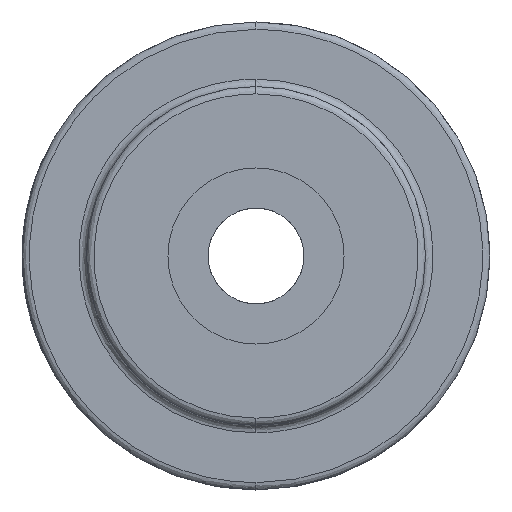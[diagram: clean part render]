
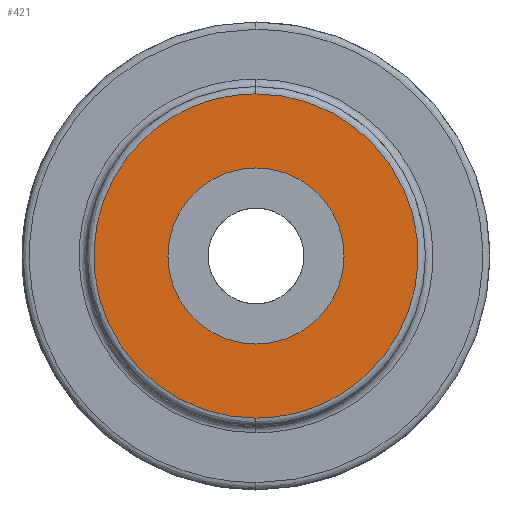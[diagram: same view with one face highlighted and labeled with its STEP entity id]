
A CAD part, left-side view. The second image highlights one B-rep face of the part: STEP entity #421.
In plain terms, the highlighted planar face has unit normal (-1, 0, 0).
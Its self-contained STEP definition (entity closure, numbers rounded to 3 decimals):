
#7 = ORIENTED_EDGE ( 'NONE', *, *, #1262, .T. ) ;
#122 = ORIENTED_EDGE ( 'NONE', *, *, #636, .T. ) ;
#205 = AXIS2_PLACEMENT_3D ( 'NONE', #1216, #584, #1317 ) ;
#208 = CARTESIAN_POINT ( 'NONE',  ( -17.5, -4.4, -2.2 ) ) ;
#243 = CARTESIAN_POINT ( 'NONE',  ( -17.5, 0., -2.2 ) ) ;
#257 = FACE_BOUND ( 'NONE', #795, .T. ) ;
#276 = VERTEX_POINT ( 'NONE', #1335 ) ;
#278 = AXIS2_PLACEMENT_3D ( 'NONE', #1337, #607, #703 ) ;
#304 = VERTEX_POINT ( 'NONE', #1249 ) ;
#327 = CIRCLE ( 'NONE', #205, 1.195 ) ;
#352 = CARTESIAN_POINT ( 'NONE',  ( -17.5, 0., 2.2 ) ) ;
#421 = ADVANCED_FACE ( 'NONE', ( #257, #831 ), #799, .T. ) ;
#443 = CARTESIAN_POINT ( 'NONE',  ( -17.5, 0., 1.195 ) ) ;
#457 = CARTESIAN_POINT ( 'NONE',  ( -17.5, 0., 2.2 ) ) ;
#463 = CARTESIAN_POINT ( 'NONE',  ( -17.5, 0., -1.195 ) ) ;
#503 =( BOUNDED_CURVE ( )  B_SPLINE_CURVE ( 3, ( #352, #747, #208, #963 ),
 .UNSPECIFIED., .F., .F. ) 
 B_SPLINE_CURVE_WITH_KNOTS ( ( 4, 4 ),
 ( 0., 1. ),
 .UNSPECIFIED. ) 
 CURVE ( )  GEOMETRIC_REPRESENTATION_ITEM ( )  RATIONAL_B_SPLINE_CURVE ( ( 1., 0.333, 0.333, 1. ) ) 
 REPRESENTATION_ITEM ( '' )  );
#542 = DIRECTION ( 'NONE',  ( 0., 0., 1. ) ) ;
#584 = DIRECTION ( 'NONE',  ( 1., 0., 0. ) ) ;
#607 = DIRECTION ( 'NONE',  ( -1., 0., 0. ) ) ;
#613 = AXIS2_PLACEMENT_3D ( 'NONE', #624, #1286, #542 ) ;
#624 = CARTESIAN_POINT ( 'NONE',  ( -17.5, 0., 0. ) ) ;
#630 = CIRCLE ( 'NONE', #613, 1.195 ) ;
#636 = EDGE_CURVE ( 'NONE', #1348, #727, #630, .T. ) ;
#703 = DIRECTION ( 'NONE',  ( 0., 0., 1. ) ) ;
#727 = VERTEX_POINT ( 'NONE', #443 ) ;
#744 =( BOUNDED_CURVE ( )  B_SPLINE_CURVE ( 3, ( #243, #878, #1104, #457 ),
 .UNSPECIFIED., .F., .F. ) 
 B_SPLINE_CURVE_WITH_KNOTS ( ( 4, 4 ),
 ( 0., 1. ),
 .UNSPECIFIED. ) 
 CURVE ( )  GEOMETRIC_REPRESENTATION_ITEM ( )  RATIONAL_B_SPLINE_CURVE ( ( 1., 0.333, 0.333, 1. ) ) 
 REPRESENTATION_ITEM ( '' )  );
#747 = CARTESIAN_POINT ( 'NONE',  ( -17.5, -4.4, 2.2 ) ) ;
#768 = ORIENTED_EDGE ( 'NONE', *, *, #1095, .F. ) ;
#795 = EDGE_LOOP ( 'NONE', ( #7, #122 ) ) ;
#799 = PLANE ( 'NONE',  #278 ) ;
#831 = FACE_OUTER_BOUND ( 'NONE', #1054, .T. ) ;
#878 = CARTESIAN_POINT ( 'NONE',  ( -17.5, 4.4, -2.2 ) ) ;
#963 = CARTESIAN_POINT ( 'NONE',  ( -17.5, 0., -2.2 ) ) ;
#1054 = EDGE_LOOP ( 'NONE', ( #1318, #768 ) ) ;
#1067 = EDGE_CURVE ( 'NONE', #276, #304, #744, .T. ) ;
#1095 = EDGE_CURVE ( 'NONE', #304, #276, #503, .T. ) ;
#1104 = CARTESIAN_POINT ( 'NONE',  ( -17.5, 4.4, 2.2 ) ) ;
#1216 = CARTESIAN_POINT ( 'NONE',  ( -17.5, 0., 0. ) ) ;
#1249 = CARTESIAN_POINT ( 'NONE',  ( -17.5, 0., 2.2 ) ) ;
#1262 = EDGE_CURVE ( 'NONE', #727, #1348, #327, .T. ) ;
#1286 = DIRECTION ( 'NONE',  ( 1., 0., 0. ) ) ;
#1317 = DIRECTION ( 'NONE',  ( 0., 0., 1. ) ) ;
#1318 = ORIENTED_EDGE ( 'NONE', *, *, #1067, .F. ) ;
#1335 = CARTESIAN_POINT ( 'NONE',  ( -17.5, 0., -2.2 ) ) ;
#1337 = CARTESIAN_POINT ( 'NONE',  ( -17.5, 2.3, 0. ) ) ;
#1348 = VERTEX_POINT ( 'NONE', #463 ) ;
